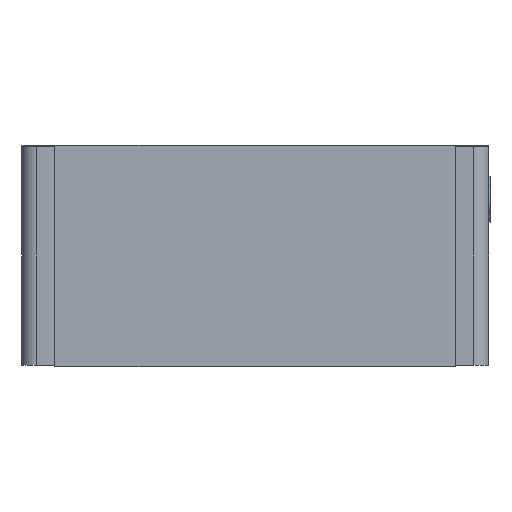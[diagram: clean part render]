
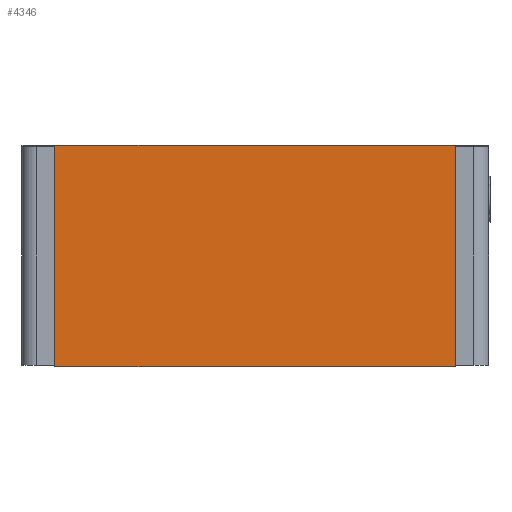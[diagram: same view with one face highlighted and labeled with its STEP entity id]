
A CAD part, left-side view. The second image highlights one B-rep face of the part: STEP entity #4346.
In plain terms, the highlighted planar face has unit normal (-1, 0, 0).
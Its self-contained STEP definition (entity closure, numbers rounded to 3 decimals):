
#295 = VERTEX_POINT ( 'NONE', #2075 ) ;
#459 = DIRECTION ( 'NONE',  ( -1., 0., 0. ) ) ;
#1115 = CARTESIAN_POINT ( 'NONE',  ( -5.01, -1.375, -0.01 ) ) ;
#1690 = VERTEX_POINT ( 'NONE', #7622 ) ;
#1890 = DIRECTION ( 'NONE',  ( 0., -1., 0. ) ) ;
#2075 = CARTESIAN_POINT ( 'NONE',  ( -5.01, 1.375, 1.51 ) ) ;
#2135 = CARTESIAN_POINT ( 'NONE',  ( -5.01, 1.375, -0.01 ) ) ;
#3385 = CARTESIAN_POINT ( 'NONE',  ( -5.01, -1.375, 1.51 ) ) ;
#3523 = VERTEX_POINT ( 'NONE', #2135 ) ;
#3817 = AXIS2_PLACEMENT_3D ( 'NONE', #5959, #459, #5740 ) ;
#4346 = ADVANCED_FACE ( 'NONE', ( #11357 ), #12541, .T. ) ;
#5268 = EDGE_LOOP ( 'NONE', ( #8458, #5422, #7693, #6394 ) ) ;
#5422 = ORIENTED_EDGE ( 'NONE', *, *, #7609, .F. ) ;
#5740 = DIRECTION ( 'NONE',  ( 0., -1., 0. ) ) ;
#5831 = CARTESIAN_POINT ( 'NONE',  ( -5.01, 1.375, -0.01 ) ) ;
#5959 = CARTESIAN_POINT ( 'NONE',  ( -5.01, 1.375, -0.01 ) ) ;
#6118 = VERTEX_POINT ( 'NONE', #3385 ) ;
#6164 = VECTOR ( 'NONE', #11520, 1000. ) ;
#6281 = VECTOR ( 'NONE', #1890, 1000. ) ;
#6305 = CARTESIAN_POINT ( 'NONE',  ( -5.01, 1.375, 1.51 ) ) ;
#6394 = ORIENTED_EDGE ( 'NONE', *, *, #9042, .T. ) ;
#6450 = LINE ( 'NONE', #6515, #11137 ) ;
#6515 = CARTESIAN_POINT ( 'NONE',  ( -5.01, 1.375, -0.01 ) ) ;
#7317 = VECTOR ( 'NONE', #8520, 1000. ) ;
#7609 = EDGE_CURVE ( 'NONE', #295, #6118, #14019, .T. ) ;
#7622 = CARTESIAN_POINT ( 'NONE',  ( -5.01, -1.375, -0.01 ) ) ;
#7693 = ORIENTED_EDGE ( 'NONE', *, *, #11806, .F. ) ;
#7983 = EDGE_CURVE ( 'NONE', #1690, #6118, #13125, .T. ) ;
#8152 = LINE ( 'NONE', #5831, #6164 ) ;
#8458 = ORIENTED_EDGE ( 'NONE', *, *, #7983, .T. ) ;
#8520 = DIRECTION ( 'NONE',  ( 0., 0., 1. ) ) ;
#9042 = EDGE_CURVE ( 'NONE', #3523, #1690, #8152, .T. ) ;
#10917 = DIRECTION ( 'NONE',  ( 0., 0., 1. ) ) ;
#11137 = VECTOR ( 'NONE', #10917, 1000. ) ;
#11357 = FACE_OUTER_BOUND ( 'NONE', #5268, .T. ) ;
#11520 = DIRECTION ( 'NONE',  ( 0., -1., 0. ) ) ;
#11806 = EDGE_CURVE ( 'NONE', #3523, #295, #6450, .T. ) ;
#12541 = PLANE ( 'NONE',  #3817 ) ;
#13125 = LINE ( 'NONE', #1115, #7317 ) ;
#14019 = LINE ( 'NONE', #6305, #6281 ) ;
